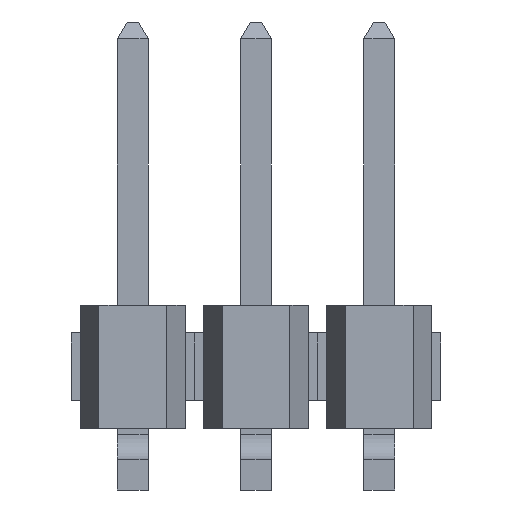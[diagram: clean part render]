
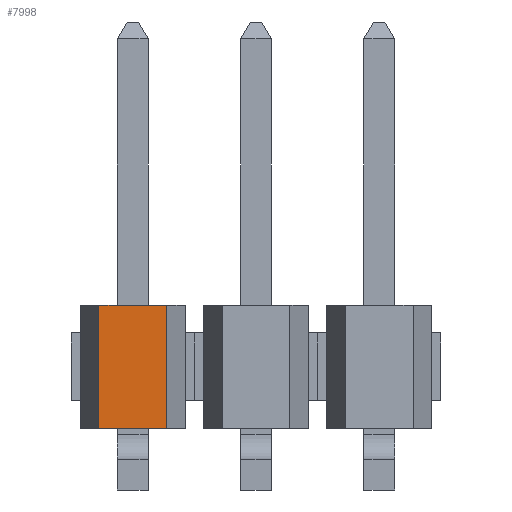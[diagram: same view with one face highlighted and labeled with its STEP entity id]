
A CAD part, front view. The second image highlights one B-rep face of the part: STEP entity #7998.
In plain terms, the highlighted planar face has unit normal (0, -1, 0).
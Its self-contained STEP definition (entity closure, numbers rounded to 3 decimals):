
#505 = VECTOR ( 'NONE', #1383, 1000. ) ;
#793 = VECTOR ( 'NONE', #2289, 1000. ) ;
#1126 = ORIENTED_EDGE ( 'NONE', *, *, #5435, .T. ) ;
#1383 = DIRECTION ( 'NONE',  ( 1., 0., 0. ) ) ;
#1429 = FACE_OUTER_BOUND ( 'NONE', #3553, .T. ) ;
#1441 = VERTEX_POINT ( 'NONE', #6360 ) ;
#1801 = EDGE_CURVE ( 'NONE', #1441, #5153, #6686, .T. ) ;
#1824 = CARTESIAN_POINT ( 'NONE',  ( -3.24, -2.54, 3.81 ) ) ;
#2289 = DIRECTION ( 'NONE',  ( 1., 0., 0. ) ) ;
#2361 = EDGE_CURVE ( 'NONE', #1441, #5263, #8290, .T. ) ;
#2679 = VERTEX_POINT ( 'NONE', #6666 ) ;
#3140 = LINE ( 'NONE', #5833, #505 ) ;
#3191 = VECTOR ( 'NONE', #4799, 1000. ) ;
#3200 = DIRECTION ( 'NONE',  ( 0., 1., 0. ) ) ;
#3269 = CARTESIAN_POINT ( 'NONE',  ( -1.84, -2.54, 3.81 ) ) ;
#3553 = EDGE_LOOP ( 'NONE', ( #1126, #7174, #4530, #4670 ) ) ;
#4530 = ORIENTED_EDGE ( 'NONE', *, *, #1801, .F. ) ;
#4633 = CARTESIAN_POINT ( 'NONE',  ( -1.84, -2.54, 3.81 ) ) ;
#4650 = EDGE_CURVE ( 'NONE', #5153, #2679, #6331, .T. ) ;
#4670 = ORIENTED_EDGE ( 'NONE', *, *, #2361, .T. ) ;
#4765 = CARTESIAN_POINT ( 'NONE',  ( -1.84, -2.54, 3.81 ) ) ;
#4799 = DIRECTION ( 'NONE',  ( 0., 0., -1. ) ) ;
#5153 = VERTEX_POINT ( 'NONE', #4633 ) ;
#5263 = VERTEX_POINT ( 'NONE', #6295 ) ;
#5435 = EDGE_CURVE ( 'NONE', #5263, #2679, #3140, .T. ) ;
#5833 = CARTESIAN_POINT ( 'NONE',  ( -1.84, -2.54, 1.27 ) ) ;
#6009 = CARTESIAN_POINT ( 'NONE',  ( -1.84, -2.54, 3.81 ) ) ;
#6128 = DIRECTION ( 'NONE',  ( 0., 0., 1. ) ) ;
#6295 = CARTESIAN_POINT ( 'NONE',  ( -3.24, -2.54, 1.27 ) ) ;
#6331 = LINE ( 'NONE', #4765, #7233 ) ;
#6360 = CARTESIAN_POINT ( 'NONE',  ( -3.24, -2.54, 3.81 ) ) ;
#6666 = CARTESIAN_POINT ( 'NONE',  ( -1.84, -2.54, 1.27 ) ) ;
#6686 = LINE ( 'NONE', #6009, #793 ) ;
#6955 = DIRECTION ( 'NONE',  ( 0., 0., -1. ) ) ;
#7174 = ORIENTED_EDGE ( 'NONE', *, *, #4650, .F. ) ;
#7233 = VECTOR ( 'NONE', #6955, 1000. ) ;
#7482 = PLANE ( 'NONE',  #8537 ) ;
#7998 = ADVANCED_FACE ( 'NONE', ( #1429 ), #7482, .F. ) ;
#8290 = LINE ( 'NONE', #1824, #3191 ) ;
#8537 = AXIS2_PLACEMENT_3D ( 'NONE', #3269, #3200, #6128 ) ;
